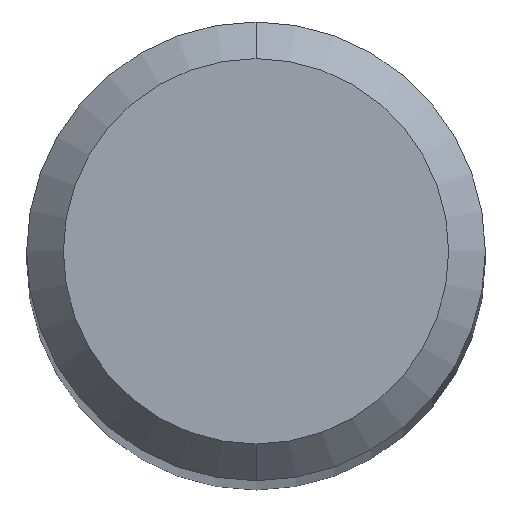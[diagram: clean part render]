
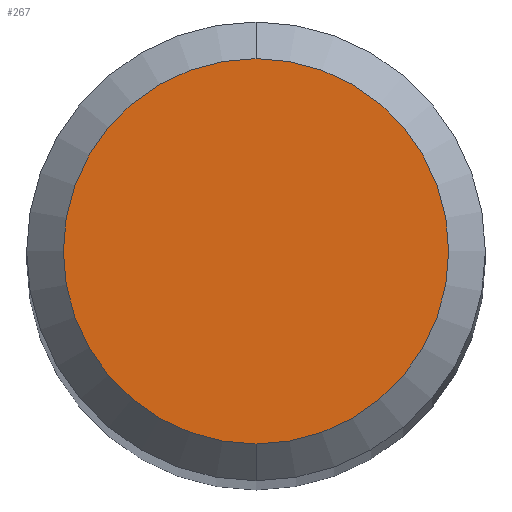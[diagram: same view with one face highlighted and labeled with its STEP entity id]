
A CAD part, top view. The second image highlights one B-rep face of the part: STEP entity #267.
In plain terms, the highlighted planar face has unit normal (0, 0, 1).
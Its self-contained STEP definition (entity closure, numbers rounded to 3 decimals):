
#267=ADVANCED_FACE('',(#642),#643,.T.);
#377=EDGE_CURVE('',#391,#379,#764,.T.);
#379=VERTEX_POINT('',#766);
#391=VERTEX_POINT('',#781);
#477=EDGE_CURVE('',#379,#391,#879,.T.);
#642=FACE_OUTER_BOUND('',#1079,.T.);
#643=PLANE('',#1080);
#764=CIRCLE('',#1281,1.05);
#766=CARTESIAN_POINT('',(0.0,1.05,0.0));
#781=CARTESIAN_POINT('',(0.,-1.05,0.0));
#879=CIRCLE('',#1509,1.05);
#1079=EDGE_LOOP('',(#1764,#1765));
#1080=AXIS2_PLACEMENT_3D('',#1766,#1767,#1768);
#1281=AXIS2_PLACEMENT_3D('',#1923,#1924,#1925);
#1509=AXIS2_PLACEMENT_3D('',#2062,#2063,#2064);
#1764=ORIENTED_EDGE('',*,*,#477,.F.);
#1765=ORIENTED_EDGE('',*,*,#377,.F.);
#1766=CARTESIAN_POINT('',(0.0,0.525,0.0));
#1767=DIRECTION('',(-0.0,0.0,1.0));
#1768=DIRECTION('',(0.0,-1.0,0.0));
#1923=CARTESIAN_POINT('',(0.0,0.0,0.0));
#1924=DIRECTION('',(0.0,0.0,-1.0));
#1925=DIRECTION('',(0.0,1.0,0.0));
#2062=CARTESIAN_POINT('',(0.0,0.0,0.0));
#2063=DIRECTION('',(0.0,0.0,-1.0));
#2064=DIRECTION('',(0.0,1.0,0.0));
